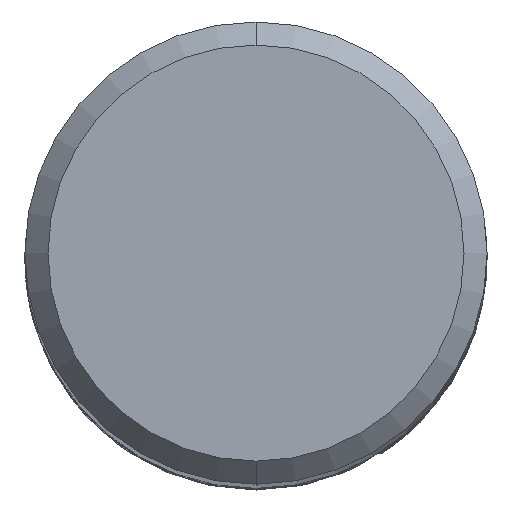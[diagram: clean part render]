
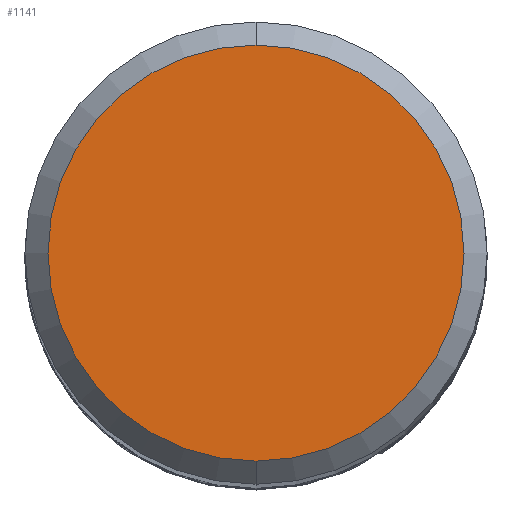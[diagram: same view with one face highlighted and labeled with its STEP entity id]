
A CAD part, top view. The second image highlights one B-rep face of the part: STEP entity #1141.
In plain terms, the highlighted planar face has unit normal (0, 0, 1).
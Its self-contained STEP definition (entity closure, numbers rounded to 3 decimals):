
#595=VERTEX_POINT('',#1735);
#657=EDGE_CURVE('',#595,#1605,#1803,.T.);
#1141=ADVANCED_FACE('',(#2327),#2328,.T.);
#1357=EDGE_CURVE('',#1605,#595,#2569,.T.);
#1605=VERTEX_POINT('',#2836);
#1735=CARTESIAN_POINT('',(0.,-3.6,0.0));
#1803=CIRCLE('',#3856,3.6);
#2327=FACE_OUTER_BOUND('',#9163,.T.);
#2328=PLANE('',#9164);
#2569=CIRCLE('',#11630,3.6);
#2836=CARTESIAN_POINT('',(0.0,3.6,0.0));
#3856=AXIS2_PLACEMENT_3D('',#14122,#14123,#14124);
#9163=EDGE_LOOP('',(#14654,#14655));
#9164=AXIS2_PLACEMENT_3D('',#14656,#14657,#14658);
#11630=AXIS2_PLACEMENT_3D('',#14935,#14936,#14937);
#14122=CARTESIAN_POINT('',(0.0,0.0,0.0));
#14123=DIRECTION('',(0.0,0.0,-1.0));
#14124=DIRECTION('',(0.0,1.0,0.0));
#14654=ORIENTED_EDGE('',*,*,#1357,.F.);
#14655=ORIENTED_EDGE('',*,*,#657,.F.);
#14656=CARTESIAN_POINT('',(0.0,1.8,0.0));
#14657=DIRECTION('',(-0.0,0.0,1.0));
#14658=DIRECTION('',(0.0,-1.0,0.0));
#14935=CARTESIAN_POINT('',(0.0,0.0,0.0));
#14936=DIRECTION('',(0.0,0.0,-1.0));
#14937=DIRECTION('',(0.0,1.0,0.0));
